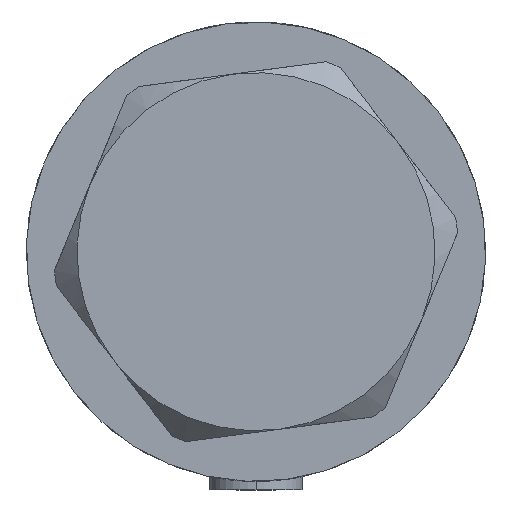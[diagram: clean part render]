
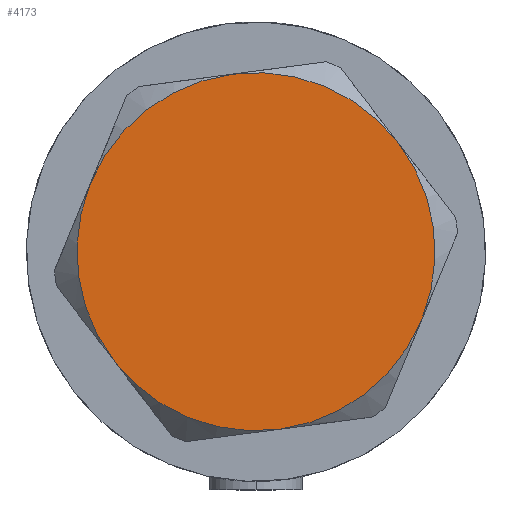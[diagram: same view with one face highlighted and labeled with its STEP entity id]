
A CAD part, left-side view. The second image highlights one B-rep face of the part: STEP entity #4173.
In plain terms, the highlighted face is planar.
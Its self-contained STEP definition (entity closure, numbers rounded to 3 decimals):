
#42 = EDGE_LOOP ( 'NONE', ( #964, #4440, #2905, #3058, #2331, #1586 ) ) ;
#47 = DIRECTION ( 'NONE',  ( 0., 0., 1. ) ) ;
#59 = EDGE_CURVE ( 'NONE', #3755, #1097, #2002, .T. ) ;
#171 = VERTEX_POINT ( 'NONE', #399 ) ;
#181 = AXIS2_PLACEMENT_3D ( 'NONE', #1871, #2558, #1800 ) ;
#271 = CIRCLE ( 'NONE', #1053, 23. ) ;
#341 = CARTESIAN_POINT ( 'NONE',  ( 0., 0., 13. ) ) ;
#399 = CARTESIAN_POINT ( 'NONE',  ( -23., 0., 13. ) ) ;
#493 = AXIS2_PLACEMENT_3D ( 'NONE', #1232, #4562, #860 ) ;
#533 = CARTESIAN_POINT ( 'NONE',  ( -11.5, -19.919, 13. ) ) ;
#610 = DIRECTION ( 'NONE',  ( 1., 0., 0. ) ) ;
#723 = CARTESIAN_POINT ( 'NONE',  ( 0., 0., 13. ) ) ;
#762 = DIRECTION ( 'NONE',  ( 0., 0., 1. ) ) ;
#860 = DIRECTION ( 'NONE',  ( 1., 0., 0. ) ) ;
#862 = DIRECTION ( 'NONE',  ( 0., 0., 1. ) ) ;
#896 = CARTESIAN_POINT ( 'NONE',  ( 11.5, 19.919, 13. ) ) ;
#964 = ORIENTED_EDGE ( 'NONE', *, *, #2728, .T. ) ;
#1053 = AXIS2_PLACEMENT_3D ( 'NONE', #4175, #862, #1952 ) ;
#1065 = DIRECTION ( 'NONE',  ( 0., 0., 1. ) ) ;
#1097 = VERTEX_POINT ( 'NONE', #896 ) ;
#1172 = VERTEX_POINT ( 'NONE', #3496 ) ;
#1232 = CARTESIAN_POINT ( 'NONE',  ( 0., 0., 13. ) ) ;
#1264 = CIRCLE ( 'NONE', #181, 23. ) ;
#1288 = VERTEX_POINT ( 'NONE', #4755 ) ;
#1510 = EDGE_CURVE ( 'NONE', #171, #1593, #1264, .T. ) ;
#1586 = ORIENTED_EDGE ( 'NONE', *, *, #1872, .T. ) ;
#1593 = VERTEX_POINT ( 'NONE', #533 ) ;
#1800 = DIRECTION ( 'NONE',  ( 1., 0., 0. ) ) ;
#1860 = CARTESIAN_POINT ( 'NONE',  ( 0., 0., 13. ) ) ;
#1871 = CARTESIAN_POINT ( 'NONE',  ( 0., 0., 13. ) ) ;
#1872 = EDGE_CURVE ( 'NONE', #1593, #1288, #3103, .T. ) ;
#1952 = DIRECTION ( 'NONE',  ( 1., 0., 0. ) ) ;
#2002 = CIRCLE ( 'NONE', #2774, 23. ) ;
#2227 = EDGE_CURVE ( 'NONE', #1172, #171, #4370, .T. ) ;
#2259 = AXIS2_PLACEMENT_3D ( 'NONE', #4725, #1065, #610 ) ;
#2331 = ORIENTED_EDGE ( 'NONE', *, *, #1510, .T. ) ;
#2338 = AXIS2_PLACEMENT_3D ( 'NONE', #1860, #47, #2994 ) ;
#2419 = CIRCLE ( 'NONE', #3591, 23. ) ;
#2541 = DIRECTION ( 'NONE',  ( 0., 0., 1. ) ) ;
#2558 = DIRECTION ( 'NONE',  ( 0., 0., 1. ) ) ;
#2728 = EDGE_CURVE ( 'NONE', #1288, #3755, #271, .T. ) ;
#2774 = AXIS2_PLACEMENT_3D ( 'NONE', #723, #2541, #4040 ) ;
#2905 = ORIENTED_EDGE ( 'NONE', *, *, #4356, .T. ) ;
#2994 = DIRECTION ( 'NONE',  ( 1., 0., 0. ) ) ;
#3058 = ORIENTED_EDGE ( 'NONE', *, *, #2227, .T. ) ;
#3103 = CIRCLE ( 'NONE', #2338, 23. ) ;
#3239 = FACE_OUTER_BOUND ( 'NONE', #42, .T. ) ;
#3496 = CARTESIAN_POINT ( 'NONE',  ( -11.5, 19.919, 13. ) ) ;
#3591 = AXIS2_PLACEMENT_3D ( 'NONE', #341, #762, #3719 ) ;
#3719 = DIRECTION ( 'NONE',  ( 1., 0., 0. ) ) ;
#3755 = VERTEX_POINT ( 'NONE', #4461 ) ;
#3990 = PLANE ( 'NONE',  #2259 ) ;
#4040 = DIRECTION ( 'NONE',  ( 1., 0., 0. ) ) ;
#4173 = ADVANCED_FACE ( 'NONE', ( #3239 ), #3990, .T. ) ;
#4175 = CARTESIAN_POINT ( 'NONE',  ( 0., 0., 13. ) ) ;
#4356 = EDGE_CURVE ( 'NONE', #1097, #1172, #2419, .T. ) ;
#4370 = CIRCLE ( 'NONE', #493, 23. ) ;
#4440 = ORIENTED_EDGE ( 'NONE', *, *, #59, .T. ) ;
#4461 = CARTESIAN_POINT ( 'NONE',  ( 23., 0., 13. ) ) ;
#4562 = DIRECTION ( 'NONE',  ( 0., 0., 1. ) ) ;
#4725 = CARTESIAN_POINT ( 'NONE',  ( 0., 0., 13. ) ) ;
#4755 = CARTESIAN_POINT ( 'NONE',  ( 11.5, -19.919, 13. ) ) ;
